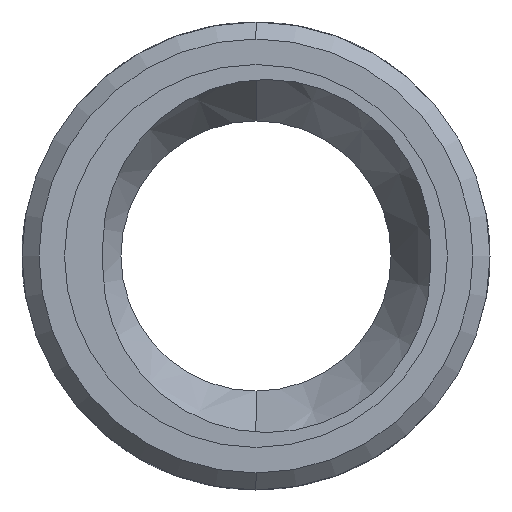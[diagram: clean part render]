
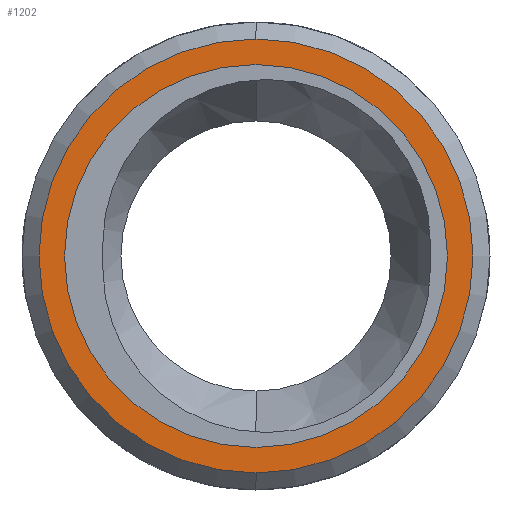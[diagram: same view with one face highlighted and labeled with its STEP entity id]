
A CAD part, left-side view. The second image highlights one B-rep face of the part: STEP entity #1202.
In plain terms, the highlighted planar face has unit normal (-1, 0, 0).
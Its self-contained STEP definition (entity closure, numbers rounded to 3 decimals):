
#33 = CARTESIAN_POINT ( 'NONE',  ( -18.4, 0., 0. ) ) ;
#47 = DIRECTION ( 'NONE',  ( 0., 0., 1. ) ) ;
#77 = ORIENTED_EDGE ( 'NONE', *, *, #1371, .T. ) ;
#142 = AXIS2_PLACEMENT_3D ( 'NONE', #622, #627, #1042 ) ;
#157 = CARTESIAN_POINT ( 'NONE',  ( -18.4, 0., -9. ) ) ;
#180 = PLANE ( 'NONE',  #1554 ) ;
#246 = FACE_OUTER_BOUND ( 'NONE', #296, .T. ) ;
#296 = EDGE_LOOP ( 'NONE', ( #1454, #77 ) ) ;
#317 = AXIS2_PLACEMENT_3D ( 'NONE', #1420, #1571, #763 ) ;
#359 = EDGE_CURVE ( 'NONE', #1044, #1356, #1519, .T. ) ;
#462 = CARTESIAN_POINT ( 'NONE',  ( -18.4, 0., 0. ) ) ;
#470 = CARTESIAN_POINT ( 'NONE',  ( -18.4, 0., 10.2 ) ) ;
#489 = DIRECTION ( 'NONE',  ( 1., 0., 0. ) ) ;
#607 = CARTESIAN_POINT ( 'NONE',  ( -18.4, 9., 0. ) ) ;
#622 = CARTESIAN_POINT ( 'NONE',  ( -18.4, 0., 0. ) ) ;
#627 = DIRECTION ( 'NONE',  ( -1., 0., 0. ) ) ;
#744 = EDGE_CURVE ( 'NONE', #1356, #1044, #883, .T. ) ;
#751 = CIRCLE ( 'NONE', #1287, 10.2 ) ;
#763 = DIRECTION ( 'NONE',  ( 0., 0., 1. ) ) ;
#838 = DIRECTION ( 'NONE',  ( -1., 0., 0. ) ) ;
#883 = CIRCLE ( 'NONE', #1177, 9. ) ;
#981 = ORIENTED_EDGE ( 'NONE', *, *, #744, .F. ) ;
#1007 = VERTEX_POINT ( 'NONE', #1088 ) ;
#1042 = DIRECTION ( 'NONE',  ( 0., 0., 1. ) ) ;
#1044 = VERTEX_POINT ( 'NONE', #157 ) ;
#1088 = CARTESIAN_POINT ( 'NONE',  ( -18.4, 0., -10.2 ) ) ;
#1122 = DIRECTION ( 'NONE',  ( -1., 0., 0. ) ) ;
#1131 = CARTESIAN_POINT ( 'NONE',  ( -18.4, 0., 9. ) ) ;
#1152 = VERTEX_POINT ( 'NONE', #470 ) ;
#1177 = AXIS2_PLACEMENT_3D ( 'NONE', #462, #838, #47 ) ;
#1202 = ADVANCED_FACE ( 'NONE', ( #1442, #246 ), #180, .F. ) ;
#1287 = AXIS2_PLACEMENT_3D ( 'NONE', #33, #1122, #1414 ) ;
#1300 = CIRCLE ( 'NONE', #142, 10.2 ) ;
#1356 = VERTEX_POINT ( 'NONE', #1131 ) ;
#1371 = EDGE_CURVE ( 'NONE', #1152, #1007, #751, .T. ) ;
#1414 = DIRECTION ( 'NONE',  ( 0., 0., 1. ) ) ;
#1420 = CARTESIAN_POINT ( 'NONE',  ( -18.4, 0., 0. ) ) ;
#1442 = FACE_BOUND ( 'NONE', #1577, .T. ) ;
#1454 = ORIENTED_EDGE ( 'NONE', *, *, #1457, .T. ) ;
#1457 = EDGE_CURVE ( 'NONE', #1007, #1152, #1300, .T. ) ;
#1519 = CIRCLE ( 'NONE', #317, 9. ) ;
#1546 = DIRECTION ( 'NONE',  ( 0., 0., -1. ) ) ;
#1554 = AXIS2_PLACEMENT_3D ( 'NONE', #607, #489, #1546 ) ;
#1571 = DIRECTION ( 'NONE',  ( -1., 0., 0. ) ) ;
#1577 = EDGE_LOOP ( 'NONE', ( #981, #1606 ) ) ;
#1606 = ORIENTED_EDGE ( 'NONE', *, *, #359, .F. ) ;
